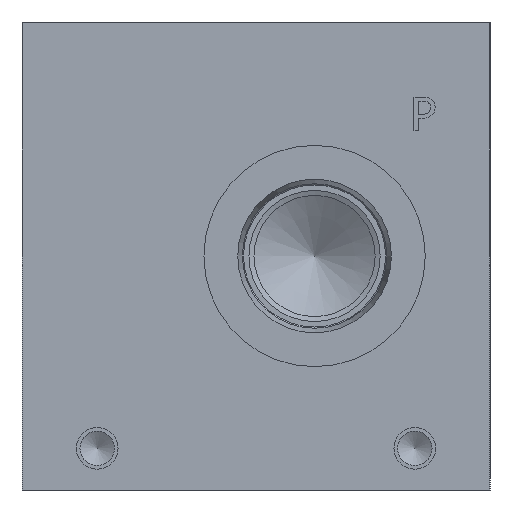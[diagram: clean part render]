
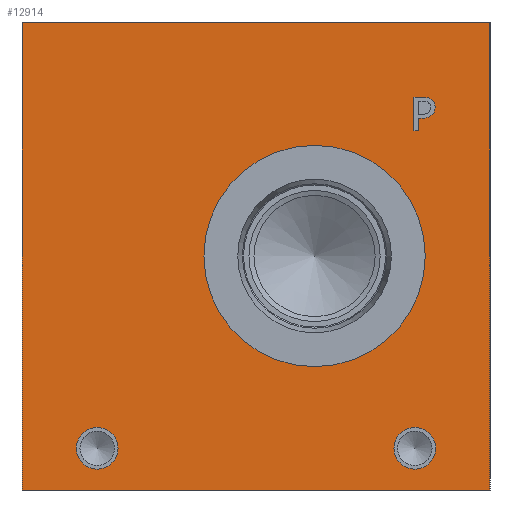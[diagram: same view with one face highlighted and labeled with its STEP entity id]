
A CAD part, left-side view. The second image highlights one B-rep face of the part: STEP entity #12914.
In plain terms, the highlighted planar face has unit normal (-1, 0, 0).
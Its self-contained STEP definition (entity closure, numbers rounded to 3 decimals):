
#169=CIRCLE('',#13623,3.962);
#170=CIRCLE('',#13624,3.962);
#171=CIRCLE('',#13625,3.962);
#172=CIRCLE('',#13626,3.962);
#173=CIRCLE('',#13627,21.019);
#174=CIRCLE('',#13628,21.019);
#504=FACE_BOUND('',#1909,.T.);
#505=FACE_BOUND('',#1910,.T.);
#506=FACE_BOUND('',#1911,.T.);
#507=FACE_BOUND('',#1912,.T.);
#626=B_SPLINE_CURVE_WITH_KNOTS('',2,(#17489,#17490,#17491,#17492),
 .UNSPECIFIED.,.F.,.F.,(3,1,3),(0.,1.,2.),.UNSPECIFIED.);
#628=B_SPLINE_CURVE_WITH_KNOTS('',2,(#17510,#17511,#17512,#17513),
 .UNSPECIFIED.,.F.,.F.,(3,1,3),(0.,1.,2.),.UNSPECIFIED.);
#630=B_SPLINE_CURVE_WITH_KNOTS('',2,(#17559,#17560,#17561,#17562),
 .UNSPECIFIED.,.F.,.F.,(3,1,3),(0.,1.,2.),.UNSPECIFIED.);
#632=B_SPLINE_CURVE_WITH_KNOTS('',2,(#17577,#17578,#17579,#17580),
 .UNSPECIFIED.,.F.,.F.,(3,1,3),(0.,1.,2.),.UNSPECIFIED.);
#1205=FACE_OUTER_BOUND('',#1908,.T.);
#1908=EDGE_LOOP('',(#8377,#8378,#8379,#8380));
#1909=EDGE_LOOP('',(#8381,#8382));
#1910=EDGE_LOOP('',(#8383,#8384));
#1911=EDGE_LOOP('',(#8385,#8386));
#1912=EDGE_LOOP('',(#8387,#8388,#8389,#8390,#8391,#8392,#8393,#8394,#8395));
#2738=LINE('',#17522,#3920);
#2741=LINE('',#17528,#3923);
#2744=LINE('',#17534,#3926);
#2747=LINE('',#17540,#3929);
#2750=LINE('',#17546,#3932);
#2754=LINE('',#17589,#3936);
#2755=LINE('',#17591,#3937);
#2756=LINE('',#17593,#3938);
#2757=LINE('',#17594,#3939);
#3920=VECTOR('',#14521,10.);
#3923=VECTOR('',#14526,10.);
#3926=VECTOR('',#14531,10.);
#3929=VECTOR('',#14536,10.);
#3932=VECTOR('',#14541,10.);
#3936=VECTOR('',#14549,10.);
#3937=VECTOR('',#14550,10.);
#3938=VECTOR('',#14551,10.);
#3939=VECTOR('',#14552,10.);
#5092=VERTEX_POINT('',#17487);
#5093=VERTEX_POINT('',#17488);
#5096=VERTEX_POINT('',#17509);
#5098=VERTEX_POINT('',#17521);
#5100=VERTEX_POINT('',#17527);
#5102=VERTEX_POINT('',#17533);
#5104=VERTEX_POINT('',#17539);
#5106=VERTEX_POINT('',#17545);
#5108=VERTEX_POINT('',#17558);
#5110=VERTEX_POINT('',#17587);
#5111=VERTEX_POINT('',#17588);
#5112=VERTEX_POINT('',#17590);
#5113=VERTEX_POINT('',#17592);
#5114=VERTEX_POINT('',#17595);
#5115=VERTEX_POINT('',#17596);
#5116=VERTEX_POINT('',#17599);
#5117=VERTEX_POINT('',#17600);
#5118=VERTEX_POINT('',#17603);
#5119=VERTEX_POINT('',#17604);
#6412=EDGE_CURVE('',#5092,#5093,#626,.T.);
#6416=EDGE_CURVE('',#5096,#5092,#628,.T.);
#6419=EDGE_CURVE('',#5098,#5096,#2738,.T.);
#6422=EDGE_CURVE('',#5100,#5098,#2741,.T.);
#6425=EDGE_CURVE('',#5102,#5100,#2744,.T.);
#6428=EDGE_CURVE('',#5104,#5102,#2747,.T.);
#6431=EDGE_CURVE('',#5106,#5104,#2750,.T.);
#6434=EDGE_CURVE('',#5108,#5106,#630,.T.);
#6437=EDGE_CURVE('',#5093,#5108,#632,.T.);
#6439=EDGE_CURVE('',#5110,#5111,#2754,.T.);
#6440=EDGE_CURVE('',#5111,#5112,#2755,.T.);
#6441=EDGE_CURVE('',#5113,#5112,#2756,.T.);
#6442=EDGE_CURVE('',#5110,#5113,#2757,.T.);
#6443=EDGE_CURVE('',#5114,#5115,#169,.T.);
#6444=EDGE_CURVE('',#5115,#5114,#170,.T.);
#6445=EDGE_CURVE('',#5116,#5117,#171,.T.);
#6446=EDGE_CURVE('',#5117,#5116,#172,.T.);
#6447=EDGE_CURVE('',#5118,#5119,#173,.T.);
#6448=EDGE_CURVE('',#5119,#5118,#174,.T.);
#8377=ORIENTED_EDGE('',*,*,#6439,.T.);
#8378=ORIENTED_EDGE('',*,*,#6440,.T.);
#8379=ORIENTED_EDGE('',*,*,#6441,.F.);
#8380=ORIENTED_EDGE('',*,*,#6442,.F.);
#8381=ORIENTED_EDGE('',*,*,#6443,.T.);
#8382=ORIENTED_EDGE('',*,*,#6444,.T.);
#8383=ORIENTED_EDGE('',*,*,#6445,.T.);
#8384=ORIENTED_EDGE('',*,*,#6446,.T.);
#8385=ORIENTED_EDGE('',*,*,#6447,.T.);
#8386=ORIENTED_EDGE('',*,*,#6448,.T.);
#8387=ORIENTED_EDGE('',*,*,#6412,.T.);
#8388=ORIENTED_EDGE('',*,*,#6437,.T.);
#8389=ORIENTED_EDGE('',*,*,#6434,.T.);
#8390=ORIENTED_EDGE('',*,*,#6431,.T.);
#8391=ORIENTED_EDGE('',*,*,#6428,.T.);
#8392=ORIENTED_EDGE('',*,*,#6425,.T.);
#8393=ORIENTED_EDGE('',*,*,#6422,.T.);
#8394=ORIENTED_EDGE('',*,*,#6419,.T.);
#8395=ORIENTED_EDGE('',*,*,#6416,.T.);
#12055=PLANE('',#13622);
#12914=ADVANCED_FACE('',(#1205,#504,#505,#506,#507),#12055,.T.);
#13622=AXIS2_PLACEMENT_3D('',#17586,#14547,#14548);
#13623=AXIS2_PLACEMENT_3D('',#17597,#14553,#14554);
#13624=AXIS2_PLACEMENT_3D('',#17598,#14555,#14556);
#13625=AXIS2_PLACEMENT_3D('',#17601,#14557,#14558);
#13626=AXIS2_PLACEMENT_3D('',#17602,#14559,#14560);
#13627=AXIS2_PLACEMENT_3D('',#17605,#14561,#14562);
#13628=AXIS2_PLACEMENT_3D('',#17606,#14563,#14564);
#14521=DIRECTION('',(0.,-1.,0.));
#14526=DIRECTION('',(0.,0.,1.));
#14531=DIRECTION('',(0.,1.,0.));
#14536=DIRECTION('',(0.,0.,-1.));
#14541=DIRECTION('',(0.,1.,0.));
#14547=DIRECTION('center_axis',(-1.,0.,0.));
#14548=DIRECTION('ref_axis',(0.,-1.,0.));
#14549=DIRECTION('',(0.,-1.,0.));
#14550=DIRECTION('',(0.,0.,1.));
#14551=DIRECTION('',(0.,-1.,0.));
#14552=DIRECTION('',(0.,0.,1.));
#14553=DIRECTION('center_axis',(1.,0.,0.));
#14554=DIRECTION('ref_axis',(0.,1.,0.));
#14555=DIRECTION('center_axis',(1.,0.,0.));
#14556=DIRECTION('ref_axis',(0.,1.,0.));
#14557=DIRECTION('center_axis',(1.,0.,0.));
#14558=DIRECTION('ref_axis',(0.,1.,0.));
#14559=DIRECTION('center_axis',(1.,0.,0.));
#14560=DIRECTION('ref_axis',(0.,1.,0.));
#14561=DIRECTION('center_axis',(1.,0.,0.));
#14562=DIRECTION('ref_axis',(0.,0.,1.));
#14563=DIRECTION('center_axis',(1.,0.,0.));
#14564=DIRECTION('ref_axis',(0.,0.,1.));
#17487=CARTESIAN_POINT('',(0.,11.181,74.216));
#17488=CARTESIAN_POINT('',(0.,10.424,72.698));
#17489=CARTESIAN_POINT('Ctrl Pts',(0.,11.181,74.216));
#17490=CARTESIAN_POINT('Ctrl Pts',(0.,10.826,73.974));
#17491=CARTESIAN_POINT('Ctrl Pts',(0.,10.424,73.228));
#17492=CARTESIAN_POINT('Ctrl Pts',(0.,10.424,72.698));
#17509=CARTESIAN_POINT('',(0.,12.843,74.612));
#17510=CARTESIAN_POINT('Ctrl Pts',(0.,12.843,74.612));
#17511=CARTESIAN_POINT('Ctrl Pts',(0.,12.277,74.612));
#17512=CARTESIAN_POINT('Ctrl Pts',(0.,11.484,74.427));
#17513=CARTESIAN_POINT('Ctrl Pts',(0.,11.181,74.216));
#17521=CARTESIAN_POINT('',(0.,14.438,74.612));
#17522=CARTESIAN_POINT('',(0.,51.669,74.612));
#17527=CARTESIAN_POINT('',(0.,14.438,68.263));
#17528=CARTESIAN_POINT('',(0.,14.438,34.131));
#17533=CARTESIAN_POINT('',(0.,13.594,68.263));
#17534=CARTESIAN_POINT('',(0.,51.247,68.263));
#17539=CARTESIAN_POINT('',(0.,13.594,70.63));
#17540=CARTESIAN_POINT('',(0.,13.594,35.315));
#17545=CARTESIAN_POINT('',(0.,12.879,70.63));
#17546=CARTESIAN_POINT('',(0.,50.889,70.63));
#17558=CARTESIAN_POINT('',(0.,10.98,71.288));
#17559=CARTESIAN_POINT('Ctrl Pts',(0.,10.98,71.288));
#17560=CARTESIAN_POINT('Ctrl Pts',(0.,11.309,70.964));
#17561=CARTESIAN_POINT('Ctrl Pts',(0.,12.2,70.63));
#17562=CARTESIAN_POINT('Ctrl Pts',(0.,12.879,70.63));
#17577=CARTESIAN_POINT('Ctrl Pts',(0.,10.424,72.698));
#17578=CARTESIAN_POINT('Ctrl Pts',(0.,10.424,72.287));
#17579=CARTESIAN_POINT('Ctrl Pts',(0.,10.718,71.546));
#17580=CARTESIAN_POINT('Ctrl Pts',(0.,10.98,71.288));
#17586=CARTESIAN_POINT('Origin',(0.,88.9,0.));
#17587=CARTESIAN_POINT('',(0.,88.9,0.));
#17588=CARTESIAN_POINT('',(0.,0.,0.));
#17589=CARTESIAN_POINT('',(0.,88.9,0.));
#17590=CARTESIAN_POINT('',(0.,0.,88.9));
#17591=CARTESIAN_POINT('',(0.,0.,0.));
#17592=CARTESIAN_POINT('',(0.,88.9,88.9));
#17593=CARTESIAN_POINT('',(0.,88.9,88.9));
#17594=CARTESIAN_POINT('',(0.,88.9,0.));
#17595=CARTESIAN_POINT('',(0.,18.237,7.925));
#17596=CARTESIAN_POINT('',(0.,10.312,7.925));
#17597=CARTESIAN_POINT('Origin',(0.,14.275,7.925));
#17598=CARTESIAN_POINT('Origin',(0.,14.275,7.925));
#17599=CARTESIAN_POINT('',(0.,78.588,7.925));
#17600=CARTESIAN_POINT('',(0.,70.663,7.925));
#17601=CARTESIAN_POINT('Origin',(0.,74.625,7.925));
#17602=CARTESIAN_POINT('Origin',(0.,74.625,7.925));
#17603=CARTESIAN_POINT('',(0.,33.325,65.469));
#17604=CARTESIAN_POINT('',(0.,33.325,23.432));
#17605=CARTESIAN_POINT('Origin',(0.,33.325,44.45));
#17606=CARTESIAN_POINT('Origin',(0.,33.325,44.45));
